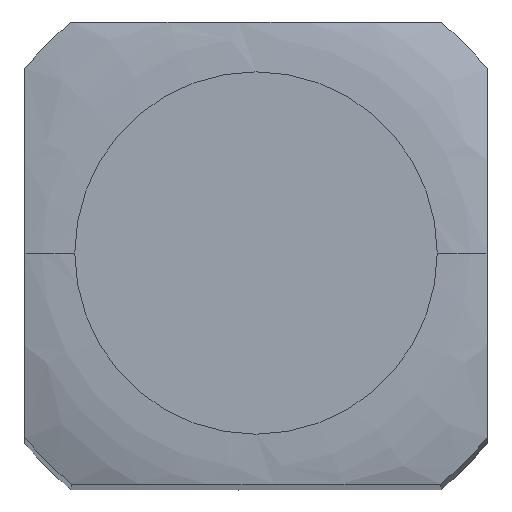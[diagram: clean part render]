
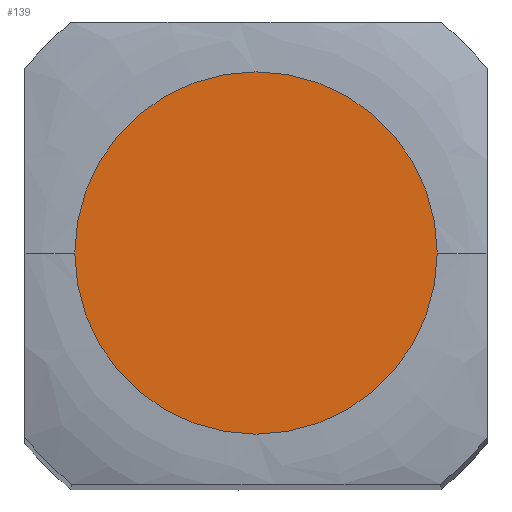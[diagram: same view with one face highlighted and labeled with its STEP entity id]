
A CAD part, top view. The second image highlights one B-rep face of the part: STEP entity #139.
In plain terms, the highlighted planar face has unit normal (0, 0, 1).
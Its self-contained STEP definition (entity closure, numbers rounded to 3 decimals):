
#13 = EDGE_CURVE ( 'NONE', #92, #142, #217, .T. ) ;
#14 = FACE_OUTER_BOUND ( 'NONE', #47, .T. ) ;
#38 = ORIENTED_EDGE ( 'NONE', *, *, #192, .T. ) ;
#47 = EDGE_LOOP ( 'NONE', ( #38, #254 ) ) ;
#92 = VERTEX_POINT ( 'NONE', #471 ) ;
#129 = AXIS2_PLACEMENT_3D ( 'NONE', #330, #311, #309 ) ;
#139 = ADVANCED_FACE ( 'NONE', ( #14 ), #312, .F. ) ;
#142 = VERTEX_POINT ( 'NONE', #353 ) ;
#185 = AXIS2_PLACEMENT_3D ( 'NONE', #274, #271, #267 ) ;
#192 = EDGE_CURVE ( 'NONE', #142, #92, #307, .T. ) ;
#217 = CIRCLE ( 'NONE', #370, 1.245 ) ;
#254 = ORIENTED_EDGE ( 'NONE', *, *, #13, .T. ) ;
#267 = DIRECTION ( 'NONE',  ( 1., 0., 0. ) ) ;
#271 = DIRECTION ( 'NONE',  ( 0., 0., 1. ) ) ;
#274 = CARTESIAN_POINT ( 'NONE',  ( 0., 0., 11.811 ) ) ;
#275 = DIRECTION ( 'NONE',  ( 1., 0., 0. ) ) ;
#277 = DIRECTION ( 'NONE',  ( 0., 0., 1. ) ) ;
#290 = CARTESIAN_POINT ( 'NONE',  ( 0., 0., 11.811 ) ) ;
#307 = CIRCLE ( 'NONE', #185, 1.245 ) ;
#309 = DIRECTION ( 'NONE',  ( -1., 0., 0. ) ) ;
#311 = DIRECTION ( 'NONE',  ( 0., 0., -1. ) ) ;
#312 = PLANE ( 'NONE',  #129 ) ;
#330 = CARTESIAN_POINT ( 'NONE',  ( -1.588, 1.588, 11.811 ) ) ;
#353 = CARTESIAN_POINT ( 'NONE',  ( 1.245, 0., 11.811 ) ) ;
#370 = AXIS2_PLACEMENT_3D ( 'NONE', #290, #277, #275 ) ;
#471 = CARTESIAN_POINT ( 'NONE',  ( -1.245, 0., 11.811 ) ) ;
